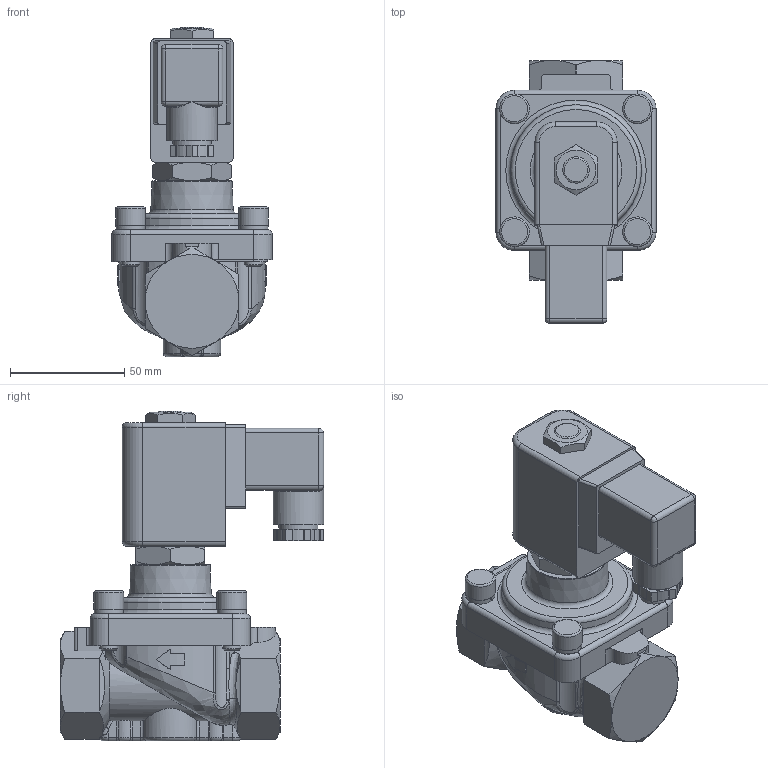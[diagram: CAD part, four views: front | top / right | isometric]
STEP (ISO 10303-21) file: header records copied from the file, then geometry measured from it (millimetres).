
FILE_DESCRIPTION(/* description */ ('2/2 zwangsgest. Membran-Magnetventil.stp'),/* implementation_level */ '2;1');
FILE_NAME(/* name */ '043.004241_E4324-1002-.702.stp',/* time_stamp */ '2018-04-19T09:48:14+02:00',/* author */ ('EFast'),/* organization */ (''),/* preprocessor_version */ 'ST-DEVELOPER v16.1',/* originating_system */ 'Autodesk Inventor 2016',/* authorisation */ '');
FILE_SCHEMA (('AUTOMOTIVE_DESIGN { 1 0 10303 214 3 1 1 }'));
Length unit declared in the file: millimetre
Products named in the file (1): 88-003372
Bounding box: 70 x 115 x 144 mm (x, y, z)
Volume: 387924.6 mm3; surface area: 47733.7 mm2
Topology: 1 solids, 1 shells, 384 faces, 981 edges, 613 vertices
Faces by surface type: plane 140, cylinder 135, torus 41, cone 40, bspline 24, sphere 4
Full cylindrical faces by diameter (mm): 8 x8, 13 x4, 17 x1, 22 x1
Entity records: 12694 total; most frequent: CARTESIAN_POINT 3831, ORIENTED_EDGE 1862, DIRECTION 1832, EDGE_CURVE 931, AXIS2_PLACEMENT_3D 734, VERTEX_POINT 603, EDGE_LOOP 446, FACE_OUTER_BOUND 384
